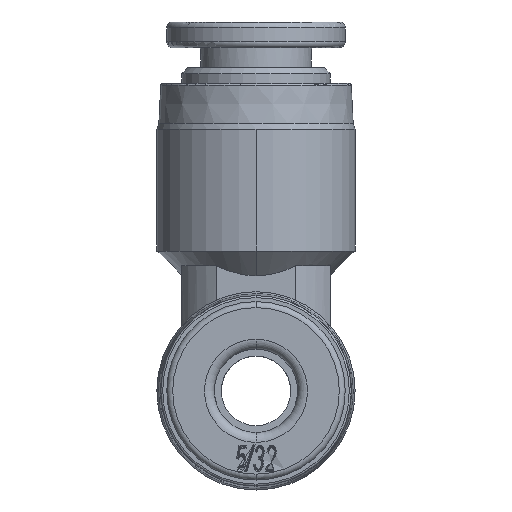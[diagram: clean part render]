
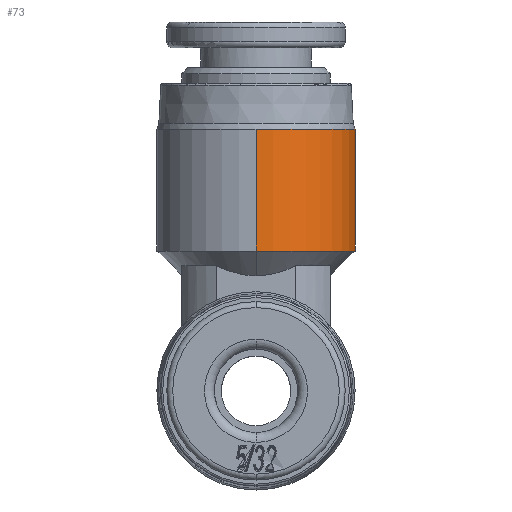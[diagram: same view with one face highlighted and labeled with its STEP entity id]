
A CAD part, front view. The second image highlights one B-rep face of the part: STEP entity #73.
In plain terms, the highlighted cylindrical face has radius 5 mm (diameter 10 mm), a partial arc.
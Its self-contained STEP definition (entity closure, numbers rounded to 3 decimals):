
#73 = ADVANCED_FACE ( 'NONE', ( #6969 ), #8701, .T. ) ;
#1157 = DIRECTION ( 'NONE',  ( 0., 0., 1. ) ) ;
#1483 = CIRCLE ( 'NONE', #6633, 5. ) ;
#1745 = ORIENTED_EDGE ( 'NONE', *, *, #7316, .T. ) ;
#2101 = VERTEX_POINT ( 'NONE', #10044 ) ;
#2163 = EDGE_CURVE ( 'NONE', #8871, #2101, #3422, .T. ) ;
#2627 = CIRCLE ( 'NONE', #5876, 5. ) ;
#2875 = EDGE_CURVE ( 'NONE', #11348, #9786, #5155, .T. ) ;
#2957 = AXIS2_PLACEMENT_3D ( 'NONE', #10233, #11112, #5642 ) ;
#3151 = CARTESIAN_POINT ( 'NONE',  ( 0., -5., 7.05 ) ) ;
#3422 = LINE ( 'NONE', #11140, #11018 ) ;
#4078 = CARTESIAN_POINT ( 'NONE',  ( 0., 5., 6.435 ) ) ;
#4213 = ORIENTED_EDGE ( 'NONE', *, *, #6063, .F. ) ;
#4241 = DIRECTION ( 'NONE',  ( 0., -1., 0. ) ) ;
#4505 = CARTESIAN_POINT ( 'NONE',  ( 0., 0., 13.2 ) ) ;
#4550 = EDGE_LOOP ( 'NONE', ( #4213, #11507, #5730, #1745, #11457 ) ) ;
#5155 = LINE ( 'NONE', #4078, #11599 ) ;
#5642 = DIRECTION ( 'NONE',  ( 0., -1., 0. ) ) ;
#5730 = ORIENTED_EDGE ( 'NONE', *, *, #11505, .T. ) ;
#5876 = AXIS2_PLACEMENT_3D ( 'NONE', #7137, #7222, #11814 ) ;
#6063 = EDGE_CURVE ( 'NONE', #11348, #8871, #1483, .T. ) ;
#6633 = AXIS2_PLACEMENT_3D ( 'NONE', #9644, #10634, #4241 ) ;
#6969 = FACE_OUTER_BOUND ( 'NONE', #4550, .T. ) ;
#7137 = CARTESIAN_POINT ( 'NONE',  ( 0., 0., 13.2 ) ) ;
#7200 = CIRCLE ( 'NONE', #9887, 5. ) ;
#7222 = DIRECTION ( 'NONE',  ( 0., 0., -1. ) ) ;
#7314 = DIRECTION ( 'NONE',  ( 0., -1., 0. ) ) ;
#7316 = EDGE_CURVE ( 'NONE', #11819, #2101, #2627, .T. ) ;
#8303 = DIRECTION ( 'NONE',  ( 0., 0., 1. ) ) ;
#8701 = CYLINDRICAL_SURFACE ( 'NONE', #2957, 5. ) ;
#8871 = VERTEX_POINT ( 'NONE', #3151 ) ;
#9335 = CARTESIAN_POINT ( 'NONE',  ( 0., 5., 13.2 ) ) ;
#9644 = CARTESIAN_POINT ( 'NONE',  ( 0., 0., 7.05 ) ) ;
#9786 = VERTEX_POINT ( 'NONE', #9335 ) ;
#9887 = AXIS2_PLACEMENT_3D ( 'NONE', #4505, #10900, #7314 ) ;
#10044 = CARTESIAN_POINT ( 'NONE',  ( 0., -5., 13.2 ) ) ;
#10233 = CARTESIAN_POINT ( 'NONE',  ( 0., 0., 6.435 ) ) ;
#10634 = DIRECTION ( 'NONE',  ( 0., 0., -1. ) ) ;
#10735 = CARTESIAN_POINT ( 'NONE',  ( 0., 5., 7.05 ) ) ;
#10900 = DIRECTION ( 'NONE',  ( 0., 0., -1. ) ) ;
#11018 = VECTOR ( 'NONE', #8303, 1000. ) ;
#11112 = DIRECTION ( 'NONE',  ( 0., 0., 1. ) ) ;
#11140 = CARTESIAN_POINT ( 'NONE',  ( 0., -5., 6.435 ) ) ;
#11348 = VERTEX_POINT ( 'NONE', #10735 ) ;
#11457 = ORIENTED_EDGE ( 'NONE', *, *, #2163, .F. ) ;
#11505 = EDGE_CURVE ( 'NONE', #9786, #11819, #7200, .T. ) ;
#11507 = ORIENTED_EDGE ( 'NONE', *, *, #2875, .T. ) ;
#11599 = VECTOR ( 'NONE', #1157, 1000. ) ;
#11614 = CARTESIAN_POINT ( 'NONE',  ( 5., 0., 13.2 ) ) ;
#11814 = DIRECTION ( 'NONE',  ( 0., -1., 0. ) ) ;
#11819 = VERTEX_POINT ( 'NONE', #11614 ) ;
